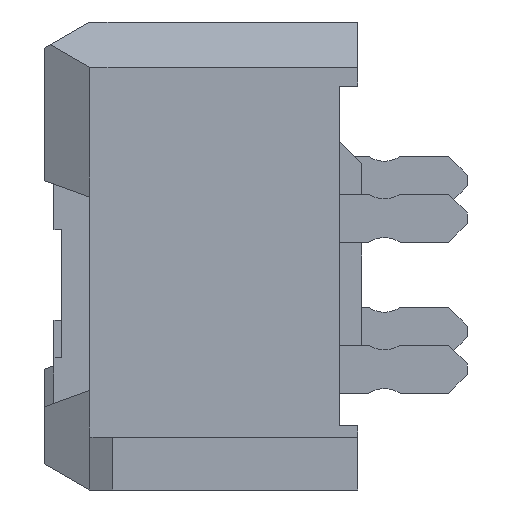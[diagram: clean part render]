
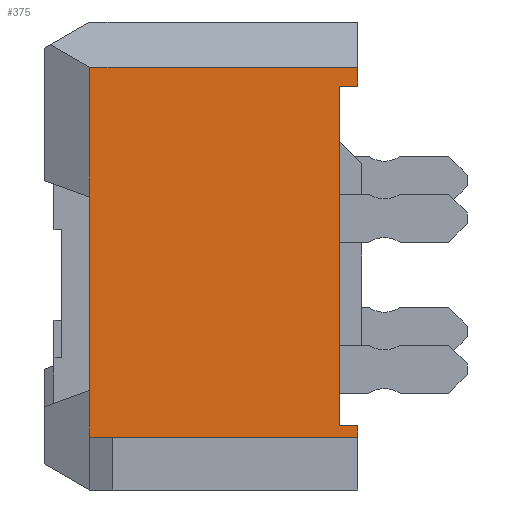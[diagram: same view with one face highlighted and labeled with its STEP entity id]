
A CAD part, left-side view. The second image highlights one B-rep face of the part: STEP entity #375.
In plain terms, the highlighted planar face has unit normal (-1, 0, 0).
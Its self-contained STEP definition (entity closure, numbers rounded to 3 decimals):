
#375 = ADVANCED_FACE( '', ( #1080 ), #1081, .F. );
#1080 = FACE_OUTER_BOUND( '', #2136, .T. );
#1081 = PLANE( '', #2137 );
#2136 = EDGE_LOOP( '', ( #4338, #4339, #4340, #4341, #4342, #4343, #4344, #4345, #4346, #4347 ) );
#2137 = AXIS2_PLACEMENT_3D( '', #4348, #4349, #4350 );
#4338 = ORIENTED_EDGE( '', *, *, #8010, .T. );
#4339 = ORIENTED_EDGE( '', *, *, #7988, .T. );
#4340 = ORIENTED_EDGE( '', *, *, #7693, .T. );
#4341 = ORIENTED_EDGE( '', *, *, #8008, .F. );
#4342 = ORIENTED_EDGE( '', *, *, #8006, .T. );
#4343 = ORIENTED_EDGE( '', *, *, #7800, .F. );
#4344 = ORIENTED_EDGE( '', *, *, #7778, .T. );
#4345 = ORIENTED_EDGE( '', *, *, #7818, .T. );
#4346 = ORIENTED_EDGE( '', *, *, #7834, .T. );
#4347 = ORIENTED_EDGE( '', *, *, #7982, .F. );
#4348 = CARTESIAN_POINT( '', ( -5.825, 4.15, -3.1 ) );
#4349 = DIRECTION( '', ( 1., 0., 0. ) );
#4350 = DIRECTION( '', ( 0., 0., -1. ) );
#7693 = EDGE_CURVE( '', #9403, #9408, #9410, .T. );
#7778 = EDGE_CURVE( '', #9578, #9576, #9579, .T. );
#7800 = EDGE_CURVE( '', #9578, #9620, #9621, .T. );
#7818 = EDGE_CURVE( '', #9576, #9646, #9648, .T. );
#7834 = EDGE_CURVE( '', #9646, #9670, #9672, .T. );
#7982 = EDGE_CURVE( '', #9867, #9670, #9869, .T. );
#7988 = EDGE_CURVE( '', #9875, #9403, #9876, .T. );
#8006 = EDGE_CURVE( '', #9902, #9620, #9903, .T. );
#8008 = EDGE_CURVE( '', #9902, #9408, #9905, .T. );
#8010 = EDGE_CURVE( '', #9867, #9875, #9907, .T. );
#9403 = VERTEX_POINT( '', #12171 );
#9408 = VERTEX_POINT( '', #12179 );
#9410 = LINE( '', #12182, #12183 );
#9576 = VERTEX_POINT( '', #12432 );
#9578 = VERTEX_POINT( '', #12435 );
#9579 = LINE( '', #12436, #12437 );
#9620 = VERTEX_POINT( '', #12499 );
#9621 = LINE( '', #12500, #12501 );
#9646 = VERTEX_POINT( '', #12542 );
#9648 = LINE( '', #12545, #12546 );
#9670 = VERTEX_POINT( '', #12582 );
#9672 = LINE( '', #12585, #12586 );
#9867 = VERTEX_POINT( '', #12927 );
#9869 = LINE( '', #12930, #12931 );
#9875 = VERTEX_POINT( '', #12942 );
#9876 = LINE( '', #12943, #12944 );
#9902 = VERTEX_POINT( '', #12987 );
#9903 = LINE( '', #12988, #12989 );
#9905 = LINE( '', #12992, #12993 );
#9907 = LINE( '', #12996, #12997 );
#12171 = CARTESIAN_POINT( '', ( -5.825, 3.55, -1.78 ) );
#12179 = CARTESIAN_POINT( '', ( -5.825, 3.55, -2.4 ) );
#12182 = CARTESIAN_POINT( '', ( -5.825, 3.55, 3.1 ) );
#12183 = VECTOR( '', #15691, 1000. );
#12432 = CARTESIAN_POINT( '', ( -5.825, 0.25, 2.25 ) );
#12435 = CARTESIAN_POINT( '', ( -5.825, 0.25, -2.25 ) );
#12436 = CARTESIAN_POINT( '', ( -5.825, 0.25, -2.25 ) );
#12437 = VECTOR( '', #15776, 1000. );
#12499 = CARTESIAN_POINT( '', ( -5.825, 0., -2.25 ) );
#12500 = CARTESIAN_POINT( '', ( -5.825, 0.25, -2.25 ) );
#12501 = VECTOR( '', #15798, 1000. );
#12542 = CARTESIAN_POINT( '', ( -5.825, 0., 2.25 ) );
#12545 = CARTESIAN_POINT( '', ( -5.825, 0.25, 2.25 ) );
#12546 = VECTOR( '', #15816, 1000. );
#12582 = CARTESIAN_POINT( '', ( -5.825, 0., 2.5 ) );
#12585 = CARTESIAN_POINT( '', ( -5.825, 0., -3.1 ) );
#12586 = VECTOR( '', #15832, 1000. );
#12927 = CARTESIAN_POINT( '', ( -5.825, 3.55, 2.5 ) );
#12930 = CARTESIAN_POINT( '', ( -5.825, 4.15, 2.5 ) );
#12931 = VECTOR( '', #15980, 1000. );
#12942 = CARTESIAN_POINT( '', ( -5.825, 3.55, 0.78 ) );
#12943 = CARTESIAN_POINT( '', ( -5.825, 3.55, 0.78 ) );
#12944 = VECTOR( '', #15986, 1000. );
#12987 = CARTESIAN_POINT( '', ( -5.825, 0., -2.4 ) );
#12988 = CARTESIAN_POINT( '', ( -5.825, 0., -3.1 ) );
#12989 = VECTOR( '', #16004, 1000. );
#12992 = CARTESIAN_POINT( '', ( -5.825, 4.15, -2.4 ) );
#12993 = VECTOR( '', #16006, 1000. );
#12996 = CARTESIAN_POINT( '', ( -5.825, 3.55, 3.1 ) );
#12997 = VECTOR( '', #16008, 1000. );
#15691 = DIRECTION( '', ( 0., 0., -1. ) );
#15776 = DIRECTION( '', ( 0., 0., 1. ) );
#15798 = DIRECTION( '', ( 0., -1., 0. ) );
#15816 = DIRECTION( '', ( 0., -1., 0. ) );
#15832 = DIRECTION( '', ( 0., 0., 1. ) );
#15980 = DIRECTION( '', ( 0., -1., 0. ) );
#15986 = DIRECTION( '', ( 0., 0., -1. ) );
#16004 = DIRECTION( '', ( 0., 0., 1. ) );
#16006 = DIRECTION( '', ( 0., 1., 0. ) );
#16008 = DIRECTION( '', ( 0., 0., -1. ) );
